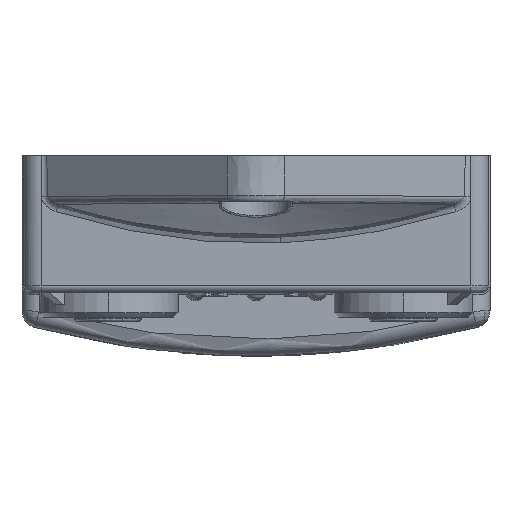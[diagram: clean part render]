
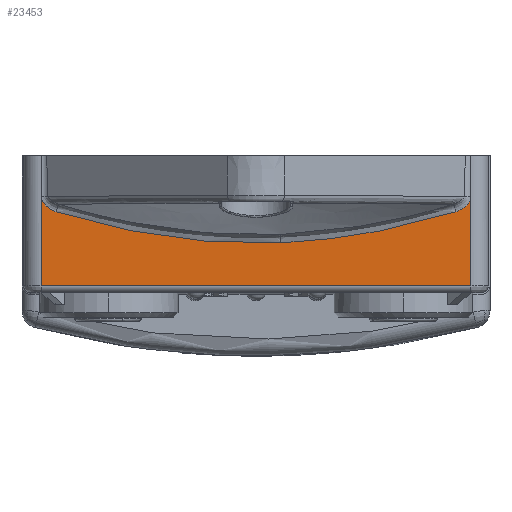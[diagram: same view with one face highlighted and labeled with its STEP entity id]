
A CAD part, front view. The second image highlights one B-rep face of the part: STEP entity #23453.
In plain terms, the highlighted planar face has unit normal (0, -1, -0.018).
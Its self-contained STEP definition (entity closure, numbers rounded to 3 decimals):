
#3940=DIRECTION('',(0.,0.017,-1.));
#3941=VECTOR('',#3940,15.016);
#3942=CARTESIAN_POINT('',(30.284,79.459,29.75));
#3943=LINE('',#3942,#3941);
#3954=CARTESIAN_POINT('',(30.284,79.459,29.75));
#3959=CARTESIAN_POINT('',(8.357,79.634,19.707));
#3960=CARTESIAN_POINT('',(8.166,79.634,19.697));
#3961=CARTESIAN_POINT('',(7.782,79.634,19.68));
#3962=CARTESIAN_POINT('',(7.208,79.635,19.661));
#3963=CARTESIAN_POINT('',(6.633,79.635,19.648));
#3964=CARTESIAN_POINT('',(6.058,79.635,19.639));
#3965=CARTESIAN_POINT('',(5.483,79.635,19.637));
#3966=CARTESIAN_POINT('',(4.908,79.635,19.639));
#3967=CARTESIAN_POINT('',(4.332,79.635,19.648));
#3968=CARTESIAN_POINT('',(3.757,79.635,19.661));
#3969=CARTESIAN_POINT('',(3.183,79.634,19.68));
#3970=CARTESIAN_POINT('',(2.775,79.634,19.698));
#3971=CARTESIAN_POINT('',(2.536,79.634,19.71));
#3972=CARTESIAN_POINT('',(2.44,79.634,19.715));
#3973=CARTESIAN_POINT('',(2.273,79.634,19.724));
#3974=CARTESIAN_POINT('',(1.746,79.633,19.752));
#3975=CARTESIAN_POINT('',(0.502,79.632,19.831));
#3976=CARTESIAN_POINT('',(-1.408,79.629,19.993));
#3977=CARTESIAN_POINT('',(-3.695,79.624,20.252));
#3978=CARTESIAN_POINT('',(-5.974,79.619,20.576));
#3979=CARTESIAN_POINT('',(-9.,79.61,21.094));
#3980=CARTESIAN_POINT('',(-12.894,79.595,21.932));
#3981=CARTESIAN_POINT('',(-15.991,79.58,22.795));
#3982=CARTESIAN_POINT('',(-17.594,79.571,23.295));
#3987=CARTESIAN_POINT('',(28.559,79.571,23.295));
#3988=CARTESIAN_POINT('',(26.956,79.58,22.795));
#3989=CARTESIAN_POINT('',(23.859,79.595,21.932));
#3990=CARTESIAN_POINT('',(19.966,79.61,21.094));
#3991=CARTESIAN_POINT('',(16.94,79.619,20.576));
#3992=CARTESIAN_POINT('',(14.661,79.624,20.252));
#3993=CARTESIAN_POINT('',(12.374,79.629,19.993));
#3994=CARTESIAN_POINT('',(10.463,79.632,19.831));
#3995=CARTESIAN_POINT('',(9.219,79.633,19.752));
#3996=CARTESIAN_POINT('',(8.692,79.634,19.724));
#3997=CARTESIAN_POINT('',(8.525,79.634,19.715));
#3998=CARTESIAN_POINT('',(8.429,79.634,19.71));
#3999=CARTESIAN_POINT('',(8.381,79.634,19.708));
#4000=CARTESIAN_POINT('',(8.357,79.634,19.707));
#4005=CARTESIAN_POINT('',(30.245,79.54,25.066));
#4006=CARTESIAN_POINT('',(30.244,79.542,24.957));
#4007=CARTESIAN_POINT('',(30.216,79.546,24.746));
#4008=CARTESIAN_POINT('',(30.106,79.551,24.454));
#4009=CARTESIAN_POINT('',(29.937,79.556,24.186));
#4010=CARTESIAN_POINT('',(29.718,79.56,23.946));
#4011=CARTESIAN_POINT('',(29.461,79.564,23.735));
#4012=CARTESIAN_POINT('',(29.176,79.567,23.553));
#4013=CARTESIAN_POINT('',(28.922,79.569,23.429));
#4014=CARTESIAN_POINT('',(28.715,79.57,23.347));
#4015=CARTESIAN_POINT('',(28.611,79.571,23.311));
#4016=CARTESIAN_POINT('',(28.559,79.571,23.295));
#4021=DIRECTION('',(-0.008,0.017,-1.));
#4022=VECTOR('',#4021,4.685);
#4023=CARTESIAN_POINT('',(30.284,79.459,29.75));
#4024=LINE('',#4023,#4022);
#4028=DIRECTION('',(-0.008,-0.017,1.));
#4029=VECTOR('',#4028,4.685);
#4030=CARTESIAN_POINT('',(-19.28,79.54,25.066));
#4031=LINE('',#4030,#4029);
#4035=CARTESIAN_POINT('',(-17.594,79.571,23.295));
#4036=CARTESIAN_POINT('',(-17.646,79.571,23.311));
#4037=CARTESIAN_POINT('',(-17.75,79.57,23.347));
#4038=CARTESIAN_POINT('',(-17.957,79.569,23.429));
#4039=CARTESIAN_POINT('',(-18.211,79.567,23.553));
#4040=CARTESIAN_POINT('',(-18.496,79.564,23.735));
#4041=CARTESIAN_POINT('',(-18.753,79.56,23.946));
#4042=CARTESIAN_POINT('',(-18.971,79.556,24.186));
#4043=CARTESIAN_POINT('',(-19.141,79.551,24.454));
#4044=CARTESIAN_POINT('',(-19.251,79.546,24.746));
#4045=CARTESIAN_POINT('',(-19.279,79.542,24.957));
#4046=CARTESIAN_POINT('',(-19.28,79.54,25.066));
#4055=CARTESIAN_POINT('',(-17.594,79.571,23.295));
#4064=CARTESIAN_POINT('',(8.357,79.634,19.707));
#4069=CARTESIAN_POINT('',(28.559,79.571,23.295));
#4467=CARTESIAN_POINT('',(-19.319,79.459,29.75));
#6087=DIRECTION('',(0.,-0.017,1.));
#6088=VECTOR('',#6087,15.016);
#6089=CARTESIAN_POINT('',(-19.317,79.721,14.736));
#6090=LINE('',#6089,#6088);
#8634=DIRECTION('',(-1.,0.,0.));
#8635=VECTOR('',#8634,49.6);
#8636=CARTESIAN_POINT('',(30.283,79.721,14.736));
#8637=LINE('',#8636,#8635);
#17535=VERTEX_POINT('',#3954);
#17543=VERTEX_POINT('',#4467);
#17574=VERTEX_POINT('',#4055);
#17575=VERTEX_POINT('',#4069);
#17577=CARTESIAN_POINT('',(-19.28,79.54,
25.066));
#17579=VERTEX_POINT('',#17577);
#19324=CARTESIAN_POINT('',(-19.317,79.721,
14.736));
#19325=VERTEX_POINT('',#19324);
#19359=CARTESIAN_POINT('',(30.283,79.721,14.736));
#19360=VERTEX_POINT('',#19359);
#20083=CARTESIAN_POINT('',(30.245,79.54,25.066));
#20084=VERTEX_POINT('',#20083);
#20280=VERTEX_POINT('',#4064);
#23429=CARTESIAN_POINT('',(-6.658,79.46,29.65));
#23430=DIRECTION('',(0.,-1.,-0.017));
#23431=DIRECTION('',(0.,0.017,-1.));
#23432=AXIS2_PLACEMENT_3D('',#23429,#23430,#23431);
#23433=PLANE('',#23432);
#23435=ORIENTED_EDGE('',*,*,#23434,.F.);
#23437=ORIENTED_EDGE('',*,*,#23436,.F.);
#23439=ORIENTED_EDGE('',*,*,#23438,.F.);
#23441=ORIENTED_EDGE('',*,*,#23440,.F.);
#23442=ORIENTED_EDGE('',*,*,#23422,.T.);
#23444=ORIENTED_EDGE('',*,*,#23443,.T.);
#23446=ORIENTED_EDGE('',*,*,#23445,.T.);
#23448=ORIENTED_EDGE('',*,*,#23447,.F.);
#23450=ORIENTED_EDGE('',*,*,#23449,.F.);
#23451=EDGE_LOOP('',(#23435,#23437,#23439,#23441,#23442,#23444,#23446,#23448,
#23450));
#23452=FACE_OUTER_BOUND('',#23451,.F.);
#23453=ADVANCED_FACE('',(#23452),#23433,.T.);
#3983=B_SPLINE_CURVE_WITH_KNOTS('',3,(#3959,#3960,#3961,#3962,#3963,#3964,#3965,
#3966,#3967,#3968,#3969,#3970,#3971,#3972,#3973,#3974,#3975,#3976,#3977,#3978,
#3979,#3980,#3981,#3982),.UNSPECIFIED.,.F.,.F.,(4,1,1,1,1,1,1,1,1,1,1,1,1,1,1,1,
1,1,1,1,1,4),(0.,0.022,0.044,0.065,
0.087,0.109,0.131,0.153,
0.174,0.196,0.218,0.221,
0.224,0.229,0.24,0.284,
0.371,0.459,0.546,0.634,
0.809,1.),.UNSPECIFIED.);
#4001=B_SPLINE_CURVE_WITH_KNOTS('',3,(#3987,#3988,#3989,#3990,#3991,#3992,#3993,
#3994,#3995,#3996,#3997,#3998,#3999,#4000),.UNSPECIFIED.,.F.,.F.,(4,1,1,1,1,1,1,
1,1,1,1,4),(0.,0.245,0.469,0.581,
0.692,0.804,0.916,0.972,
0.986,0.993,0.997,1.),.UNSPECIFIED.);
#4017=B_SPLINE_CURVE_WITH_KNOTS('',3,(#4005,#4006,#4007,#4008,#4009,#4010,#4011,
#4012,#4013,#4014,#4015,#4016),.UNSPECIFIED.,.F.,.F.,(4,1,1,1,1,1,1,1,1,4),
(0.,0.125,0.25,0.375,0.5,
0.625,0.75,0.875,0.938,1.),
.UNSPECIFIED.);
#4047=B_SPLINE_CURVE_WITH_KNOTS('',3,(#4035,#4036,#4037,#4038,#4039,#4040,#4041,
#4042,#4043,#4044,#4045,#4046),.UNSPECIFIED.,.F.,.F.,(4,1,1,1,1,1,1,1,1,4),
(0.,0.063,0.125,0.25,0.375,
0.5,0.625,0.75,0.875,1.),
.UNSPECIFIED.);
#23422=EDGE_CURVE('',#17535,#19360,#3943,.T.);
#23434=EDGE_CURVE('',#20280,#17574,#3983,.T.);
#23436=EDGE_CURVE('',#17575,#20280,#4001,.T.);
#23438=EDGE_CURVE('',#20084,#17575,#4017,.T.);
#23440=EDGE_CURVE('',#17535,#20084,#4024,.T.);
#23443=EDGE_CURVE('',#19360,#19325,#8637,.T.);
#23445=EDGE_CURVE('',#19325,#17543,#6090,.T.);
#23447=EDGE_CURVE('',#17579,#17543,#4031,.T.);
#23449=EDGE_CURVE('',#17574,#17579,#4047,.T.);
